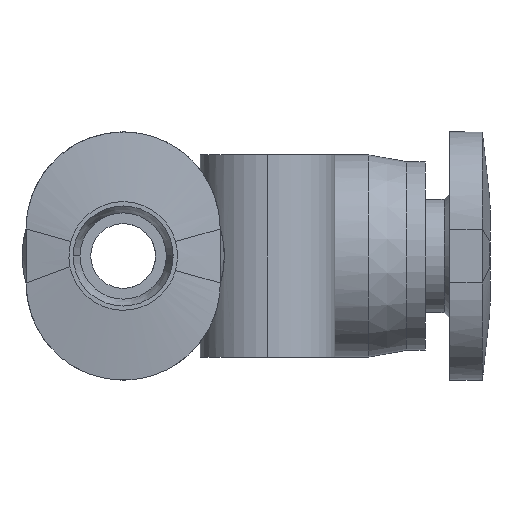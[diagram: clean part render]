
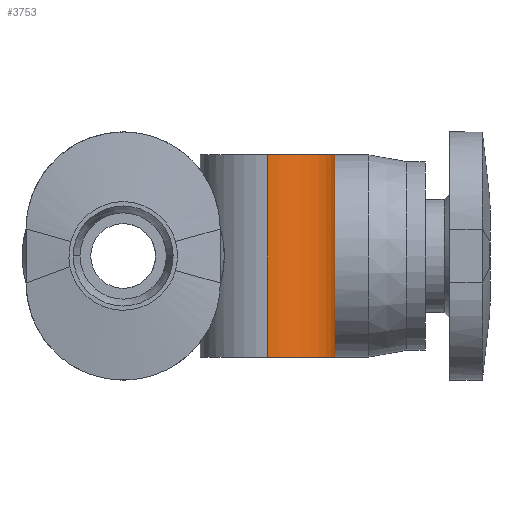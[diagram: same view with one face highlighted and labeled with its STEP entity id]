
A CAD part, left-side view. The second image highlights one B-rep face of the part: STEP entity #3753.
In plain terms, the highlighted cylindrical face has radius 2.5 mm (diameter 5 mm), a partial arc.
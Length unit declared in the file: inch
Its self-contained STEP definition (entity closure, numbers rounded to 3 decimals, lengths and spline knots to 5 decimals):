
#54 = AXIS2_PLACEMENT_3D ( 'NONE', #2921, #911, #4211 ) ;
#156 = DIRECTION ( 'NONE',  ( 0., 0., 1. ) ) ;
#206 = CARTESIAN_POINT ( 'NONE',  ( -0.1122, -0.21063, 0.09595 ) ) ;
#218 = CARTESIAN_POINT ( 'NONE',  ( -0.14764, -0.28626, 0.00588 ) ) ;
#233 = CARTESIAN_POINT ( 'NONE',  ( -0.11642, -0.23964, -0.09085 ) ) ;
#479 = ORIENTED_EDGE ( 'NONE', *, *, #4818, .T. ) ;
#616 = CARTESIAN_POINT ( 'NONE',  ( -0.11488, -0.23414, 0.09275 ) ) ;
#634 = CARTESIAN_POINT ( 'NONE',  ( -0.14726, -0.28595, -0.0121 ) ) ;
#651 = CARTESIAN_POINT ( 'NONE',  ( -0.11276, -0.22259, -0.09532 ) ) ;
#708 = VERTEX_POINT ( 'NONE', #1902 ) ;
#911 = DIRECTION ( 'NONE',  ( 0., 0., -1. ) ) ;
#924 = VERTEX_POINT ( 'NONE', #3514 ) ;
#949 = DIRECTION ( 'NONE',  ( 0., 0., 1. ) ) ;
#1008 = EDGE_LOOP ( 'NONE', ( #2661, #2394, #479, #1559, #1375, #4362 ) ) ;
#1067 = CARTESIAN_POINT ( 'NONE',  ( -0.12021, -0.24988, 0.08578 ) ) ;
#1084 = CARTESIAN_POINT ( 'NONE',  ( -0.14474, -0.28377, -0.02969 ) ) ;
#1104 = CARTESIAN_POINT ( 'NONE',  ( -0.1122, -0.21063, -0.09595 ) ) ;
#1187 = VERTEX_POINT ( 'NONE', #2402 ) ;
#1343 = CARTESIAN_POINT ( 'NONE',  ( -0.21063, -0.21063, -0.14764 ) ) ;
#1375 = ORIENTED_EDGE ( 'NONE', *, *, #2185, .T. ) ;
#1459 = EDGE_CURVE ( 'NONE', #924, #708, #4532, .T. ) ;
#1477 = AXIS2_PLACEMENT_3D ( 'NONE', #2790, #5006, #4625 ) ;
#1487 = CARTESIAN_POINT ( 'NONE',  ( -0.12707, -0.26286, 0.07529 ) ) ;
#1499 = CARTESIAN_POINT ( 'NONE',  ( -0.14024, -0.27948, -0.0465 ) ) ;
#1559 = ORIENTED_EDGE ( 'NONE', *, *, #4122, .F. ) ;
#1704 = VERTEX_POINT ( 'NONE', #2252 ) ;
#1709 = VERTEX_POINT ( 'NONE', #4491 ) ;
#1750 = DIRECTION ( 'NONE',  ( 1., 0., 0. ) ) ;
#1838 = VERTEX_POINT ( 'NONE', #2753 ) ;
#1885 = CARTESIAN_POINT ( 'NONE',  ( -0.13645, -0.27578, 0.0573 ) ) ;
#1897 = CARTESIAN_POINT ( 'NONE',  ( -0.13411, -0.27266, -0.06195 ) ) ;
#1902 = CARTESIAN_POINT ( 'NONE',  ( -0.1122, -0.21063, -0.14764 ) ) ;
#1975 = VECTOR ( 'NONE', #3587, 39.37008 ) ;
#2038 = CARTESIAN_POINT ( 'NONE',  ( -0.30906, -0.21063, 0. ) ) ;
#2185 = EDGE_CURVE ( 'NONE', #1187, #1709, #2927, .T. ) ;
#2252 = CARTESIAN_POINT ( 'NONE',  ( -0.30906, -0.21063, 0.14764 ) ) ;
#2269 = CARTESIAN_POINT ( 'NONE',  ( -0.14477, -0.2838, 0.02955 ) ) ;
#2280 = CARTESIAN_POINT ( 'NONE',  ( -0.12705, -0.26282, -0.07533 ) ) ;
#2336 = VECTOR ( 'NONE', #949, 39.37008 ) ;
#2394 = ORIENTED_EDGE ( 'NONE', *, *, #1459, .T. ) ;
#2402 = CARTESIAN_POINT ( 'NONE',  ( -0.1122, -0.21063, 0.09595 ) ) ;
#2604 = CARTESIAN_POINT ( 'NONE',  ( -0.1122, -0.21063, 0. ) ) ;
#2644 = CARTESIAN_POINT ( 'NONE',  ( -0.1122, -0.21666, 0.09595 ) ) ;
#2661 = ORIENTED_EDGE ( 'NONE', *, *, #4863, .F. ) ;
#2662 = CARTESIAN_POINT ( 'NONE',  ( -0.14728, -0.28597, 0.01182 ) ) ;
#2672 = CARTESIAN_POINT ( 'NONE',  ( -0.12019, -0.24985, -0.0858 ) ) ;
#2753 = CARTESIAN_POINT ( 'NONE',  ( -0.1122, -0.21063, -0.09595 ) ) ;
#2770 = FACE_OUTER_BOUND ( 'NONE', #1008, .T. ) ;
#2790 = CARTESIAN_POINT ( 'NONE',  ( -0.21063, -0.21063, 0. ) ) ;
#2921 = CARTESIAN_POINT ( 'NONE',  ( -0.21063, -0.21063, 0.14764 ) ) ;
#2927 = LINE ( 'NONE', #2604, #3826 ) ;
#3034 = CARTESIAN_POINT ( 'NONE',  ( -0.11276, -0.22262, 0.09531 ) ) ;
#3049 = CARTESIAN_POINT ( 'NONE',  ( -0.14763, -0.28625, -0.00606 ) ) ;
#3063 = CARTESIAN_POINT ( 'NONE',  ( -0.11489, -0.2342, -0.09274 ) ) ;
#3077 = B_SPLINE_CURVE_WITH_KNOTS ( 'NONE', 3,
 ( #206, #2644, #3034, #616, #3429, #1067, #3809, #1487, #4161, #1885, #4510, #2269, #4873, #2662, #218, #3049, #634, #3447, #1084, #3821, #1499, #4175, #1897, #4519, #2280, #4889, #2672, #233, #3063, #651, #3461, #1104 ),
 .UNSPECIFIED., .F., .F.,
 ( 4, 2, 2, 2, 2, 2, 2, 2, 2, 2, 2, 2, 2, 2, 2, 4 ),
 ( 0.00173, 0.00219, 0.00264, 0.0031, 0.00355, 0.00446, 0.00492, 0.00537, 0.00583, 0.00628, 0.00674, 0.00719, 0.00765, 0.0081, 0.00856, 0.00901 ),
 .UNSPECIFIED. ) ;
#3429 = CARTESIAN_POINT ( 'NONE',  ( -0.11644, -0.23971, 0.09082 ) ) ;
#3447 = CARTESIAN_POINT ( 'NONE',  ( -0.14581, -0.2847, -0.02392 ) ) ;
#3461 = CARTESIAN_POINT ( 'NONE',  ( -0.1122, -0.21663, -0.09595 ) ) ;
#3514 = CARTESIAN_POINT ( 'NONE',  ( -0.30906, -0.21063, -0.14764 ) ) ;
#3587 = DIRECTION ( 'NONE',  ( 0., 0., 1. ) ) ;
#3656 = AXIS2_PLACEMENT_3D ( 'NONE', #1343, #4043, #1750 ) ;
#3703 = EDGE_CURVE ( 'NONE', #1709, #1704, #3907, .T. ) ;
#3711 = CARTESIAN_POINT ( 'NONE',  ( -0.1122, -0.21063, 0. ) ) ;
#3753 = ADVANCED_FACE ( 'NONE', ( #2770 ), #4511, .T. ) ;
#3809 = CARTESIAN_POINT ( 'NONE',  ( -0.12244, -0.2546, 0.0826 ) ) ;
#3821 = CARTESIAN_POINT ( 'NONE',  ( -0.14196, -0.28117, -0.04095 ) ) ;
#3826 = VECTOR ( 'NONE', #156, 39.37008 ) ;
#3907 = CIRCLE ( 'NONE', #54, 0.09843 ) ;
#4014 = LINE ( 'NONE', #2038, #1975 ) ;
#4043 = DIRECTION ( 'NONE',  ( 0., 0., 1. ) ) ;
#4122 = EDGE_CURVE ( 'NONE', #1187, #1838, #3077, .T. ) ;
#4161 = CARTESIAN_POINT ( 'NONE',  ( -0.1295, -0.26649, 0.07108 ) ) ;
#4175 = CARTESIAN_POINT ( 'NONE',  ( -0.1363, -0.27521, -0.05702 ) ) ;
#4211 = DIRECTION ( 'NONE',  ( 1., 0., 0. ) ) ;
#4233 = LINE ( 'NONE', #3711, #2336 ) ;
#4362 = ORIENTED_EDGE ( 'NONE', *, *, #3703, .T. ) ;
#4491 = CARTESIAN_POINT ( 'NONE',  ( -0.1122, -0.21063, 0.14764 ) ) ;
#4510 = CARTESIAN_POINT ( 'NONE',  ( -0.14059, -0.27989, 0.04654 ) ) ;
#4511 = CYLINDRICAL_SURFACE ( 'NONE', #1477, 0.09843 ) ;
#4519 = CARTESIAN_POINT ( 'NONE',  ( -0.12949, -0.26647, -0.0711 ) ) ;
#4532 = CIRCLE ( 'NONE', #3656, 0.09843 ) ;
#4625 = DIRECTION ( 'NONE',  ( 1., 0., 0. ) ) ;
#4818 = EDGE_CURVE ( 'NONE', #708, #1838, #4233, .T. ) ;
#4863 = EDGE_CURVE ( 'NONE', #924, #1704, #4014, .T. ) ;
#4873 = CARTESIAN_POINT ( 'NONE',  ( -0.14585, -0.28474, 0.02367 ) ) ;
#4889 = CARTESIAN_POINT ( 'NONE',  ( -0.12243, -0.25456, -0.08263 ) ) ;
#5006 = DIRECTION ( 'NONE',  ( 0., 0., 1. ) ) ;
